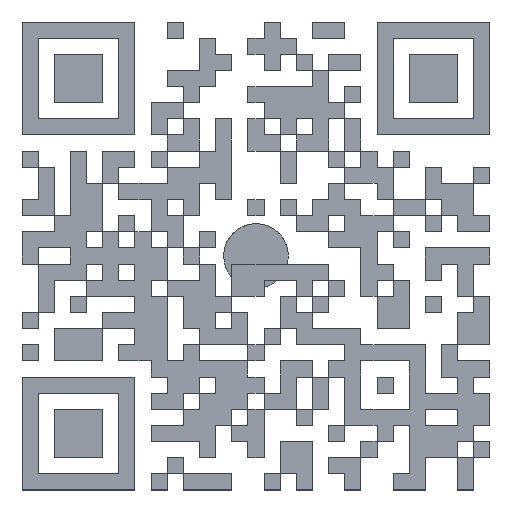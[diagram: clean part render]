
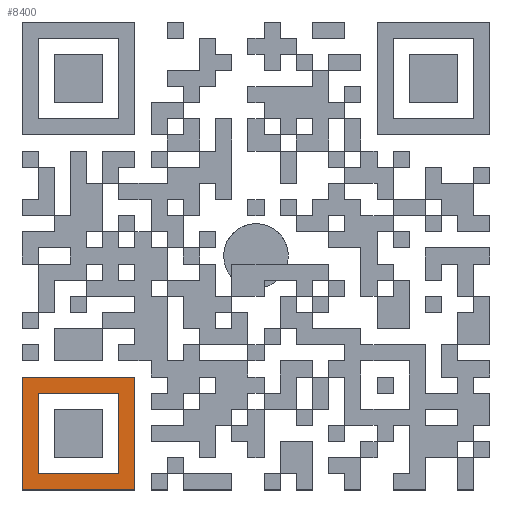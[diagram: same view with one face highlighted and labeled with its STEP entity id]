
A CAD part, top view. The second image highlights one B-rep face of the part: STEP entity #8400.
In plain terms, the highlighted planar face has unit normal (0, 0, 1).
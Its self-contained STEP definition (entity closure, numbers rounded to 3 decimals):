
#8284 = EDGE_CURVE('',#8285,#8287,#8289,.T.);
#8285 = VERTEX_POINT('',#8286);
#8286 = CARTESIAN_POINT('',(-145.,-145.,8.));
#8287 = VERTEX_POINT('',#8288);
#8288 = CARTESIAN_POINT('',(-145.,-75.,8.));
#8289 = SURFACE_CURVE('',#8290,(#8294,#8306),.PCURVE_S1.);
#8290 = LINE('',#8291,#8292);
#8291 = CARTESIAN_POINT('',(-145.,-145.,8.));
#8292 = VECTOR('',#8293,1.);
#8293 = DIRECTION('',(0.,1.,0.));
#8294 = PCURVE('',#8295,#8300);
#8295 = PLANE('',#8296);
#8296 = AXIS2_PLACEMENT_3D('',#8297,#8298,#8299);
#8297 = CARTESIAN_POINT('',(-145.,-85.,3.));
#8298 = DIRECTION('',(1.,0.,0.));
#8299 = DIRECTION('',(0.,0.,1.));
#8300 = DEFINITIONAL_REPRESENTATION('',(#8301),#8305);
#8301 = LINE('',#8302,#8303);
#8302 = CARTESIAN_POINT('',(5.,60.));
#8303 = VECTOR('',#8304,1.);
#8304 = DIRECTION('',(0.,-1.));
#8305 = ( GEOMETRIC_REPRESENTATION_CONTEXT(2) 
PARAMETRIC_REPRESENTATION_CONTEXT() REPRESENTATION_CONTEXT('2D SPACE',''
  ) );
#8306 = PCURVE('',#8307,#8312);
#8307 = PLANE('',#8308);
#8308 = AXIS2_PLACEMENT_3D('',#8309,#8310,#8311);
#8309 = CARTESIAN_POINT('',(-145.,-85.,8.));
#8310 = DIRECTION('',(0.,0.,1.));
#8311 = DIRECTION('',(1.,0.,0.));
#8312 = DEFINITIONAL_REPRESENTATION('',(#8313),#8317);
#8313 = LINE('',#8314,#8315);
#8314 = CARTESIAN_POINT('',(0.,-60.));
#8315 = VECTOR('',#8316,1.);
#8316 = DIRECTION('',(0.,1.));
#8317 = ( GEOMETRIC_REPRESENTATION_CONTEXT(2) 
PARAMETRIC_REPRESENTATION_CONTEXT() REPRESENTATION_CONTEXT('2D SPACE',''
  ) );
#8335 = PLANE('',#8336);
#8336 = AXIS2_PLACEMENT_3D('',#8337,#8338,#8339);
#8337 = CARTESIAN_POINT('',(-145.,-145.,3.));
#8338 = DIRECTION('',(0.,1.,0.));
#8339 = DIRECTION('',(0.,0.,1.));
#8389 = PLANE('',#8390);
#8390 = AXIS2_PLACEMENT_3D('',#8391,#8392,#8393);
#8391 = CARTESIAN_POINT('',(-145.,-75.,3.));
#8392 = DIRECTION('',(0.,1.,0.));
#8393 = DIRECTION('',(0.,0.,1.));
#8400 = ADVANCED_FACE('',(#8401,#8476),#8307,.T.);
#8401 = FACE_BOUND('',#8402,.T.);
#8402 = EDGE_LOOP('',(#8403,#8426,#8454,#8475));
#8403 = ORIENTED_EDGE('',*,*,#8404,.T.);
#8404 = EDGE_CURVE('',#8285,#8405,#8407,.T.);
#8405 = VERTEX_POINT('',#8406);
#8406 = CARTESIAN_POINT('',(-75.,-145.,8.));
#8407 = SURFACE_CURVE('',#8408,(#8412,#8419),.PCURVE_S1.);
#8408 = LINE('',#8409,#8410);
#8409 = CARTESIAN_POINT('',(-145.,-145.,8.));
#8410 = VECTOR('',#8411,1.);
#8411 = DIRECTION('',(1.,0.,0.));
#8412 = PCURVE('',#8307,#8413);
#8413 = DEFINITIONAL_REPRESENTATION('',(#8414),#8418);
#8414 = LINE('',#8415,#8416);
#8415 = CARTESIAN_POINT('',(0.,-60.));
#8416 = VECTOR('',#8417,1.);
#8417 = DIRECTION('',(1.,0.));
#8418 = ( GEOMETRIC_REPRESENTATION_CONTEXT(2) 
PARAMETRIC_REPRESENTATION_CONTEXT() REPRESENTATION_CONTEXT('2D SPACE',''
  ) );
#8419 = PCURVE('',#8335,#8420);
#8420 = DEFINITIONAL_REPRESENTATION('',(#8421),#8425);
#8421 = LINE('',#8422,#8423);
#8422 = CARTESIAN_POINT('',(5.,0.));
#8423 = VECTOR('',#8424,1.);
#8424 = DIRECTION('',(0.,1.));
#8425 = ( GEOMETRIC_REPRESENTATION_CONTEXT(2) 
PARAMETRIC_REPRESENTATION_CONTEXT() REPRESENTATION_CONTEXT('2D SPACE',''
  ) );
#8426 = ORIENTED_EDGE('',*,*,#8427,.T.);
#8427 = EDGE_CURVE('',#8405,#8428,#8430,.T.);
#8428 = VERTEX_POINT('',#8429);
#8429 = CARTESIAN_POINT('',(-75.,-75.,8.));
#8430 = SURFACE_CURVE('',#8431,(#8435,#8442),.PCURVE_S1.);
#8431 = LINE('',#8432,#8433);
#8432 = CARTESIAN_POINT('',(-75.,-145.,8.));
#8433 = VECTOR('',#8434,1.);
#8434 = DIRECTION('',(0.,1.,0.));
#8435 = PCURVE('',#8307,#8436);
#8436 = DEFINITIONAL_REPRESENTATION('',(#8437),#8441);
#8437 = LINE('',#8438,#8439);
#8438 = CARTESIAN_POINT('',(70.,-60.));
#8439 = VECTOR('',#8440,1.);
#8440 = DIRECTION('',(0.,1.));
#8441 = ( GEOMETRIC_REPRESENTATION_CONTEXT(2) 
PARAMETRIC_REPRESENTATION_CONTEXT() REPRESENTATION_CONTEXT('2D SPACE',''
  ) );
#8442 = PCURVE('',#8443,#8448);
#8443 = PLANE('',#8444);
#8444 = AXIS2_PLACEMENT_3D('',#8445,#8446,#8447);
#8445 = CARTESIAN_POINT('',(-75.,-85.,3.));
#8446 = DIRECTION('',(1.,0.,0.));
#8447 = DIRECTION('',(0.,0.,1.));
#8448 = DEFINITIONAL_REPRESENTATION('',(#8449),#8453);
#8449 = LINE('',#8450,#8451);
#8450 = CARTESIAN_POINT('',(5.,60.));
#8451 = VECTOR('',#8452,1.);
#8452 = DIRECTION('',(0.,-1.));
#8453 = ( GEOMETRIC_REPRESENTATION_CONTEXT(2) 
PARAMETRIC_REPRESENTATION_CONTEXT() REPRESENTATION_CONTEXT('2D SPACE',''
  ) );
#8454 = ORIENTED_EDGE('',*,*,#8455,.T.);
#8455 = EDGE_CURVE('',#8428,#8287,#8456,.T.);
#8456 = SURFACE_CURVE('',#8457,(#8461,#8468),.PCURVE_S1.);
#8457 = LINE('',#8458,#8459);
#8458 = CARTESIAN_POINT('',(-75.,-75.,8.));
#8459 = VECTOR('',#8460,1.);
#8460 = DIRECTION('',(-1.,0.,0.));
#8461 = PCURVE('',#8307,#8462);
#8462 = DEFINITIONAL_REPRESENTATION('',(#8463),#8467);
#8463 = LINE('',#8464,#8465);
#8464 = CARTESIAN_POINT('',(70.,10.));
#8465 = VECTOR('',#8466,1.);
#8466 = DIRECTION('',(-1.,0.));
#8467 = ( GEOMETRIC_REPRESENTATION_CONTEXT(2) 
PARAMETRIC_REPRESENTATION_CONTEXT() REPRESENTATION_CONTEXT('2D SPACE',''
  ) );
#8468 = PCURVE('',#8389,#8469);
#8469 = DEFINITIONAL_REPRESENTATION('',(#8470),#8474);
#8470 = LINE('',#8471,#8472);
#8471 = CARTESIAN_POINT('',(5.,70.));
#8472 = VECTOR('',#8473,1.);
#8473 = DIRECTION('',(0.,-1.));
#8474 = ( GEOMETRIC_REPRESENTATION_CONTEXT(2) 
PARAMETRIC_REPRESENTATION_CONTEXT() REPRESENTATION_CONTEXT('2D SPACE',''
  ) );
#8475 = ORIENTED_EDGE('',*,*,#8284,.F.);
#8476 = FACE_BOUND('',#8477,.T.);
#8477 = EDGE_LOOP('',(#8478,#8508,#8536,#8564));
#8478 = ORIENTED_EDGE('',*,*,#8479,.T.);
#8479 = EDGE_CURVE('',#8480,#8482,#8484,.T.);
#8480 = VERTEX_POINT('',#8481);
#8481 = CARTESIAN_POINT('',(-85.,-85.,8.));
#8482 = VERTEX_POINT('',#8483);
#8483 = CARTESIAN_POINT('',(-85.,-135.,8.));
#8484 = SURFACE_CURVE('',#8485,(#8489,#8496),.PCURVE_S1.);
#8485 = LINE('',#8486,#8487);
#8486 = CARTESIAN_POINT('',(-85.,-85.,8.));
#8487 = VECTOR('',#8488,1.);
#8488 = DIRECTION('',(0.,-1.,0.));
#8489 = PCURVE('',#8307,#8490);
#8490 = DEFINITIONAL_REPRESENTATION('',(#8491),#8495);
#8491 = LINE('',#8492,#8493);
#8492 = CARTESIAN_POINT('',(60.,0.));
#8493 = VECTOR('',#8494,1.);
#8494 = DIRECTION('',(0.,-1.));
#8495 = ( GEOMETRIC_REPRESENTATION_CONTEXT(2) 
PARAMETRIC_REPRESENTATION_CONTEXT() REPRESENTATION_CONTEXT('2D SPACE',''
  ) );
#8496 = PCURVE('',#8497,#8502);
#8497 = PLANE('',#8498);
#8498 = AXIS2_PLACEMENT_3D('',#8499,#8500,#8501);
#8499 = CARTESIAN_POINT('',(-85.,-95.,3.));
#8500 = DIRECTION('',(1.,0.,0.));
#8501 = DIRECTION('',(0.,0.,1.));
#8502 = DEFINITIONAL_REPRESENTATION('',(#8503),#8507);
#8503 = LINE('',#8504,#8505);
#8504 = CARTESIAN_POINT('',(5.,-10.));
#8505 = VECTOR('',#8506,1.);
#8506 = DIRECTION('',(0.,1.));
#8507 = ( GEOMETRIC_REPRESENTATION_CONTEXT(2) 
PARAMETRIC_REPRESENTATION_CONTEXT() REPRESENTATION_CONTEXT('2D SPACE',''
  ) );
#8508 = ORIENTED_EDGE('',*,*,#8509,.T.);
#8509 = EDGE_CURVE('',#8482,#8510,#8512,.T.);
#8510 = VERTEX_POINT('',#8511);
#8511 = CARTESIAN_POINT('',(-135.,-135.,8.));
#8512 = SURFACE_CURVE('',#8513,(#8517,#8524),.PCURVE_S1.);
#8513 = LINE('',#8514,#8515);
#8514 = CARTESIAN_POINT('',(-85.,-135.,8.));
#8515 = VECTOR('',#8516,1.);
#8516 = DIRECTION('',(-1.,0.,0.));
#8517 = PCURVE('',#8307,#8518);
#8518 = DEFINITIONAL_REPRESENTATION('',(#8519),#8523);
#8519 = LINE('',#8520,#8521);
#8520 = CARTESIAN_POINT('',(60.,-50.));
#8521 = VECTOR('',#8522,1.);
#8522 = DIRECTION('',(-1.,0.));
#8523 = ( GEOMETRIC_REPRESENTATION_CONTEXT(2) 
PARAMETRIC_REPRESENTATION_CONTEXT() REPRESENTATION_CONTEXT('2D SPACE',''
  ) );
#8524 = PCURVE('',#8525,#8530);
#8525 = PLANE('',#8526);
#8526 = AXIS2_PLACEMENT_3D('',#8527,#8528,#8529);
#8527 = CARTESIAN_POINT('',(-135.,-135.,3.));
#8528 = DIRECTION('',(0.,1.,0.));
#8529 = DIRECTION('',(0.,0.,1.));
#8530 = DEFINITIONAL_REPRESENTATION('',(#8531),#8535);
#8531 = LINE('',#8532,#8533);
#8532 = CARTESIAN_POINT('',(5.,50.));
#8533 = VECTOR('',#8534,1.);
#8534 = DIRECTION('',(0.,-1.));
#8535 = ( GEOMETRIC_REPRESENTATION_CONTEXT(2) 
PARAMETRIC_REPRESENTATION_CONTEXT() REPRESENTATION_CONTEXT('2D SPACE',''
  ) );
#8536 = ORIENTED_EDGE('',*,*,#8537,.T.);
#8537 = EDGE_CURVE('',#8510,#8538,#8540,.T.);
#8538 = VERTEX_POINT('',#8539);
#8539 = CARTESIAN_POINT('',(-135.,-85.,8.));
#8540 = SURFACE_CURVE('',#8541,(#8545,#8552),.PCURVE_S1.);
#8541 = LINE('',#8542,#8543);
#8542 = CARTESIAN_POINT('',(-135.,-145.,8.));
#8543 = VECTOR('',#8544,1.);
#8544 = DIRECTION('',(0.,1.,0.));
#8545 = PCURVE('',#8307,#8546);
#8546 = DEFINITIONAL_REPRESENTATION('',(#8547),#8551);
#8547 = LINE('',#8548,#8549);
#8548 = CARTESIAN_POINT('',(10.,-60.));
#8549 = VECTOR('',#8550,1.);
#8550 = DIRECTION('',(0.,1.));
#8551 = ( GEOMETRIC_REPRESENTATION_CONTEXT(2) 
PARAMETRIC_REPRESENTATION_CONTEXT() REPRESENTATION_CONTEXT('2D SPACE',''
  ) );
#8552 = PCURVE('',#8553,#8558);
#8553 = PLANE('',#8554);
#8554 = AXIS2_PLACEMENT_3D('',#8555,#8556,#8557);
#8555 = CARTESIAN_POINT('',(-135.,-95.,3.));
#8556 = DIRECTION('',(1.,0.,0.));
#8557 = DIRECTION('',(0.,0.,1.));
#8558 = DEFINITIONAL_REPRESENTATION('',(#8559),#8563);
#8559 = LINE('',#8560,#8561);
#8560 = CARTESIAN_POINT('',(5.,50.));
#8561 = VECTOR('',#8562,1.);
#8562 = DIRECTION('',(0.,-1.));
#8563 = ( GEOMETRIC_REPRESENTATION_CONTEXT(2) 
PARAMETRIC_REPRESENTATION_CONTEXT() REPRESENTATION_CONTEXT('2D SPACE',''
  ) );
#8564 = ORIENTED_EDGE('',*,*,#8565,.F.);
#8565 = EDGE_CURVE('',#8480,#8538,#8566,.T.);
#8566 = SURFACE_CURVE('',#8567,(#8571,#8578),.PCURVE_S1.);
#8567 = LINE('',#8568,#8569);
#8568 = CARTESIAN_POINT('',(-75.,-85.,8.));
#8569 = VECTOR('',#8570,1.);
#8570 = DIRECTION('',(-1.,0.,0.));
#8571 = PCURVE('',#8307,#8572);
#8572 = DEFINITIONAL_REPRESENTATION('',(#8573),#8577);
#8573 = LINE('',#8574,#8575);
#8574 = CARTESIAN_POINT('',(70.,0.));
#8575 = VECTOR('',#8576,1.);
#8576 = DIRECTION('',(-1.,0.));
#8577 = ( GEOMETRIC_REPRESENTATION_CONTEXT(2) 
PARAMETRIC_REPRESENTATION_CONTEXT() REPRESENTATION_CONTEXT('2D SPACE',''
  ) );
#8578 = PCURVE('',#8579,#8584);
#8579 = PLANE('',#8580);
#8580 = AXIS2_PLACEMENT_3D('',#8581,#8582,#8583);
#8581 = CARTESIAN_POINT('',(-145.,-85.,3.));
#8582 = DIRECTION('',(0.,1.,0.));
#8583 = DIRECTION('',(0.,0.,1.));
#8584 = DEFINITIONAL_REPRESENTATION('',(#8585),#8589);
#8585 = LINE('',#8586,#8587);
#8586 = CARTESIAN_POINT('',(5.,70.));
#8587 = VECTOR('',#8588,1.);
#8588 = DIRECTION('',(0.,-1.));
#8589 = ( GEOMETRIC_REPRESENTATION_CONTEXT(2) 
PARAMETRIC_REPRESENTATION_CONTEXT() REPRESENTATION_CONTEXT('2D SPACE',''
  ) );
